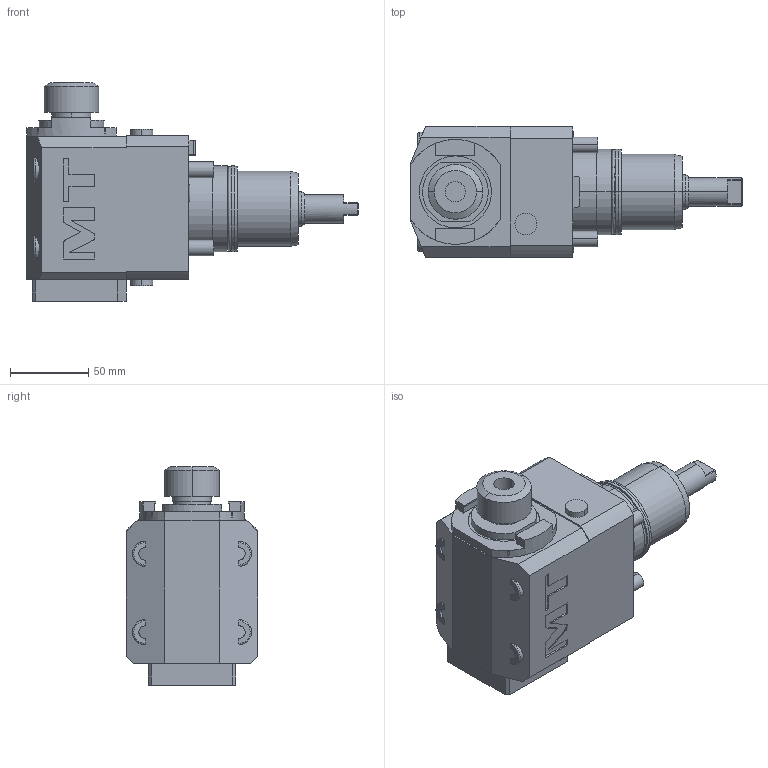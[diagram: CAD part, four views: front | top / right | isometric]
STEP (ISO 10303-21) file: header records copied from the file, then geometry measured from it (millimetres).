
FILE_DESCRIPTION((''),'2;1');
FILE_NAME('NKM0061820_CONF','2023-03-03T15:37:14',('smalpassi'),('M.T. srl'),'CREO PARAMETRIC BY PTC INC, 2021072','CREO PARAMETRIC BY PTC INC, 2021072','');
FILE_SCHEMA(('CONFIG_CONTROL_DESIGN'));
Length unit declared in the file: millimetre
Products named in the file (1): NKM0061820_CONF
Bounding box: 212 x 84 x 139.66 mm (x, y, z)
Volume: 1019902.6 mm3; surface area: 79445.3 mm2
Topology: 1 solids, 1 shells, 246 faces, 596 edges, 392 vertices
Faces by surface type: plane 140, cylinder 76, torus 14, cone 12, extrusion 4
Entity records: 7793 total; most frequent: CARTESIAN_POINT 1849, DIRECTION 1232, ORIENTED_EDGE 1192, EDGE_CURVE 596, AXIS2_PLACEMENT_3D 426, VERTEX_POINT 392, VECTOR 380, LINE 376
